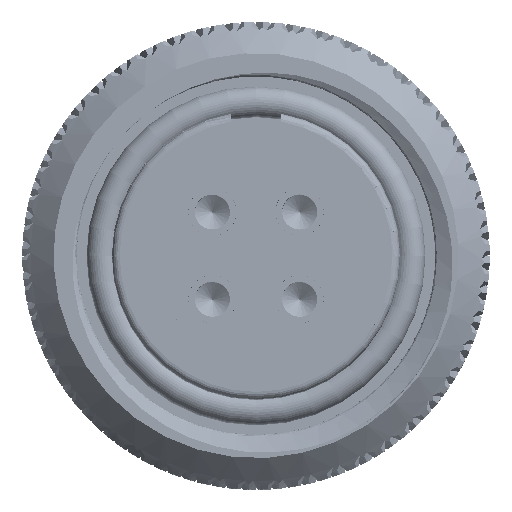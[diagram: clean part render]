
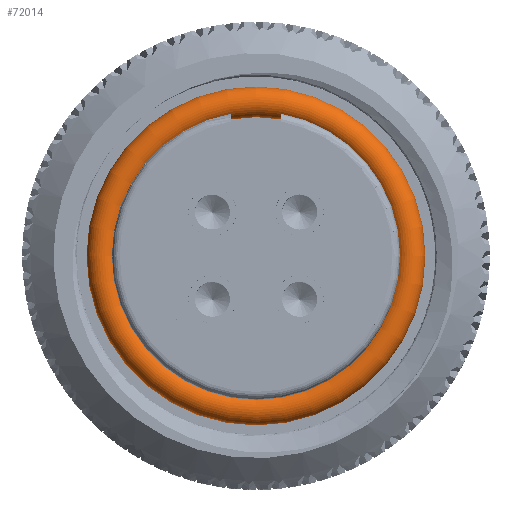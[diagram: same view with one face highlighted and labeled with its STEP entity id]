
A CAD part, top view. The second image highlights one B-rep face of the part: STEP entity #72014.
In plain terms, the highlighted toroidal (fillet/blend) face has major radius 5.025 mm and minor radius 0.5 mm.
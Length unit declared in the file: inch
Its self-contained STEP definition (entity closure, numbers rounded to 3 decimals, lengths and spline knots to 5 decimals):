
#546=TOROIDAL_SURFACE('',#74276,0.19783,0.01969);
#4281=CIRCLE('',#74277,0.01969);
#4282=CIRCLE('',#74278,0.17815);
#9302=FACE_OUTER_BOUND('',#13788,.T.);
#13788=EDGE_LOOP('',(#56362,#56363,#56364,#56365));
#28349=VERTEX_POINT('',#207874);
#38021=EDGE_CURVE('',#28349,#28349,#4281,.T.);
#38022=EDGE_CURVE('',#28349,#28349,#4282,.T.);
#56362=ORIENTED_EDGE('',*,*,#38021,.F.);
#56363=ORIENTED_EDGE('',*,*,#38022,.T.);
#56364=ORIENTED_EDGE('',*,*,#38021,.T.);
#56365=ORIENTED_EDGE('',*,*,#38022,.F.);
#72014=ADVANCED_FACE('',(#9302),#546,.T.);
#74276=AXIS2_PLACEMENT_3D('',#207873,#78683,#78684);
#74277=AXIS2_PLACEMENT_3D('',#207875,#78685,#78686);
#74278=AXIS2_PLACEMENT_3D('',#207876,#78687,#78688);
#78683=DIRECTION('center_axis',(1.,0.,0.));
#78684=DIRECTION('ref_axis',(0.,0.,-1.));
#78685=DIRECTION('center_axis',(0.,-1.,0.));
#78686=DIRECTION('ref_axis',(0.,0.,1.));
#78687=DIRECTION('center_axis',(-1.,0.,0.));
#78688=DIRECTION('ref_axis',(0.,0.,-1.));
#207873=CARTESIAN_POINT('Origin',(0.,0.,0.));
#207874=CARTESIAN_POINT('',(0.,0.,
0.17815));
#207875=CARTESIAN_POINT('Origin',(0.,0.,0.19783));
#207876=CARTESIAN_POINT('Origin',(0.,0.,0.));
